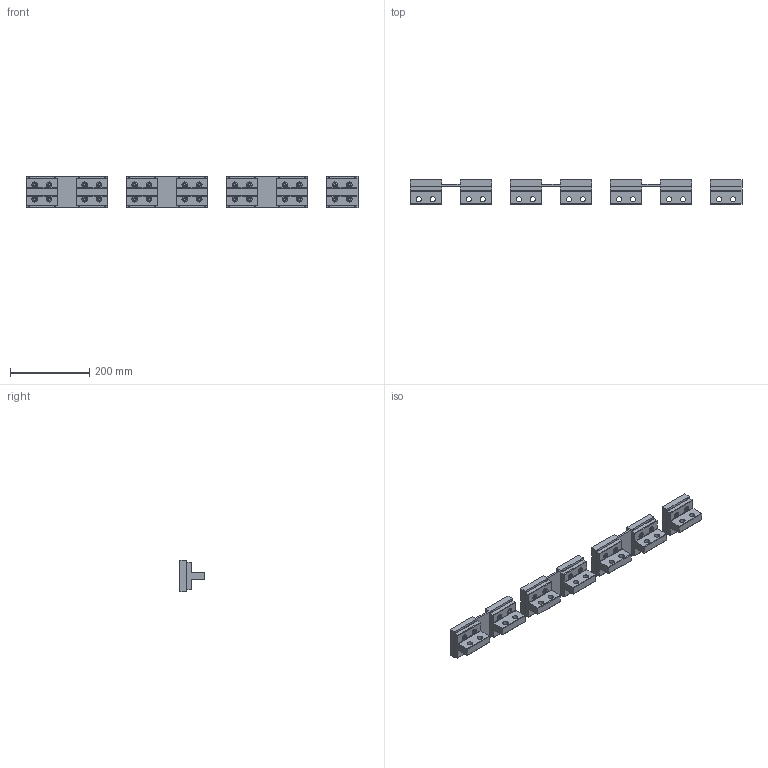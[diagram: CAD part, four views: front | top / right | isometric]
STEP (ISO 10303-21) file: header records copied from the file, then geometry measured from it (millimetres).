
FILE_DESCRIPTION(('CATIA V5 STEP Exchange'),'2;1');
FILE_NAME('1SDH001252R0283_1PA_001_01_E6.2_IV_F_TERMINALS_HR_UPPER_5000A.stp','2014-03-06T08:43:32+00:00',('none'),('none'),'CATIA Version 5 Release 20 SP 5 (IN-10)','CATIA V5 STEP AP214','none');
FILE_SCHEMA(('AUTOMOTIVE_DESIGN { 1 0 10303 214 1 1 1 1 }'));
Length unit declared in the file: millimetre
Products named in the file (1): 1SDH001252R0283_1PA_001_01_E6.2_IV_F_TERMINALS_HR_UPPER_5000A
Bounding box: 836 x 61 x 80 mm (x, y, z)
Volume: 1494852.2 mm3; surface area: 360642.5 mm2
Topology: 39 solids, 39 shells, 1030 faces, 2492 edges, 1624 vertices
Faces by surface type: cylinder 476, plane 442, revolution 56, torus 56
Entity records: 28988 total; most frequent: CARTESIAN_POINT 5498, ORIENTED_EDGE 4984, DIRECTION 3882, EDGE_CURVE 2492, AXIS2_PLACEMENT_3D 1858, VERTEX_POINT 1624, EDGE_LOOP 1310, VECTOR 1260
